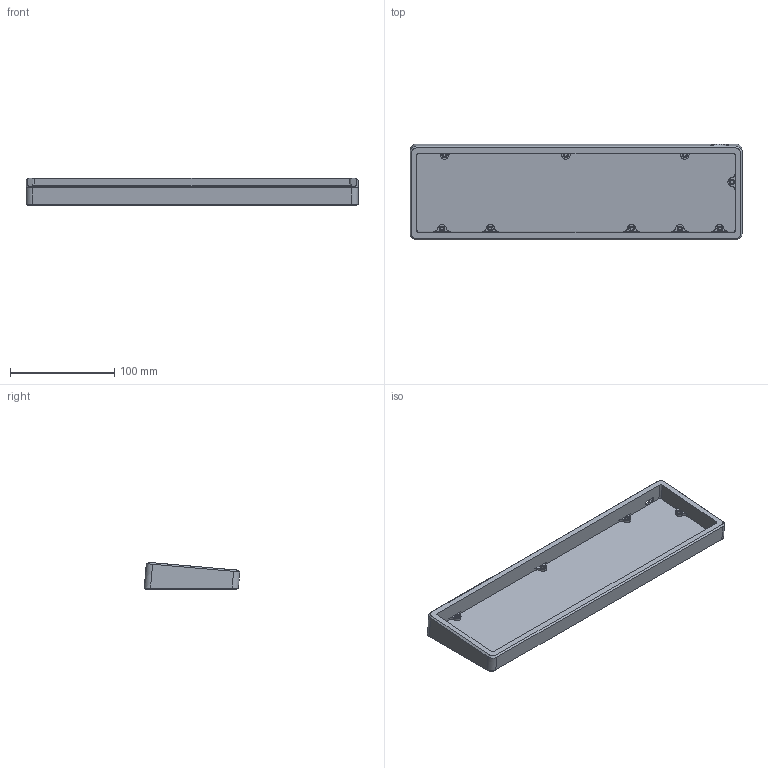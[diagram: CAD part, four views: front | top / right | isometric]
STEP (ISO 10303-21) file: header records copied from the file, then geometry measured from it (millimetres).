
FILE_DESCRIPTION(/* description */ (''),/* implementation_level */ '2;1');
FILE_NAME(/* name */ 'soroka_v2_case.step',/* time_stamp */ '2024-08-27T23:03:27+06:00',/* author */ (''),/* organization */ (''),/* preprocessor_version */ 'ST-DEVELOPER v20',/* originating_system */ 'Autodesk Translation Framework v13.14.0.145',/* authorisation */ '');
FILE_SCHEMA (('AUTOMOTIVE_DESIGN { 1 0 10303 214 3 1 1 }'));
Length unit declared in the file: millimetre
Products named in the file (1): soroka_5degree v65
Bounding box: 319.2 x 91.91 x 26.35 mm (x, y, z)
Volume: 247403.6 mm3; surface area: 88284 mm2
Topology: 1 solids, 1 shells, 142 faces, 331 edges, 215 vertices
Faces by surface type: cylinder 66, plane 63, bspline 8, cone 5
Full cylindrical faces by diameter (mm): 3.1 x9, 5.2 x9, 16 x1
Entity records: 4343 total; most frequent: CARTESIAN_POINT 913, DIRECTION 718, ORIENTED_EDGE 662, EDGE_CURVE 331, AXIS2_PLACEMENT_3D 268, VERTEX_POINT 215, LINE 182, VECTOR 182
